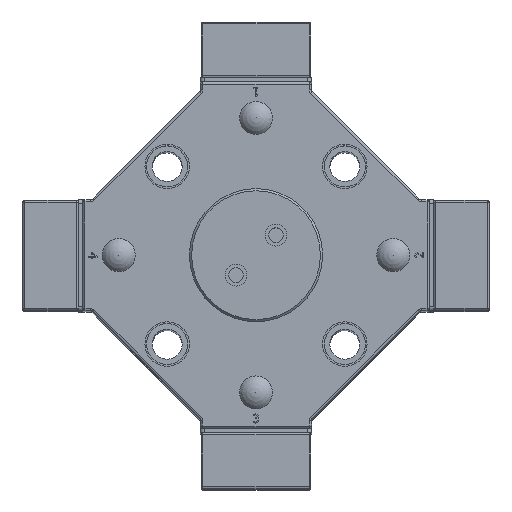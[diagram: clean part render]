
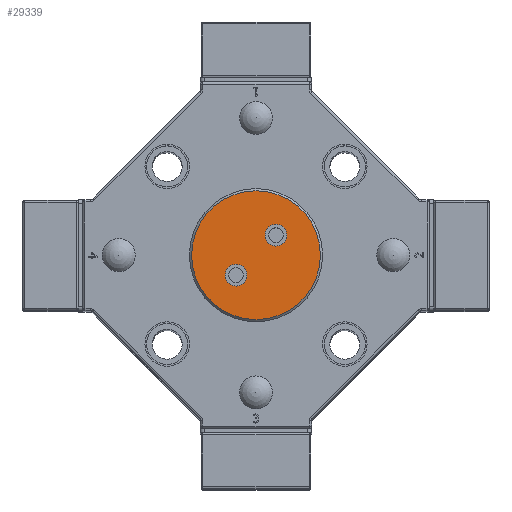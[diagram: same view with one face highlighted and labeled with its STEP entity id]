
A CAD part, top view. The second image highlights one B-rep face of the part: STEP entity #29339.
In plain terms, the highlighted planar face has unit normal (0, 0, 1).
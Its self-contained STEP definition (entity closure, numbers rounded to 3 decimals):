
#20902=CARTESIAN_POINT('',(-4.1,-9.,210.0));
#20903=VERTEX_POINT('',#20902);
#20904=CARTESIAN_POINT('',(-9.,-9.,210.0));
#20905=DIRECTION('',(0.0,0.0,-1.0));
#20906=DIRECTION('',(1.0,0.0,0.0));
#20907=AXIS2_PLACEMENT_3D('',#20904,#20905,#20906);
#20908=CIRCLE('',#20907,4.9);
#20909=EDGE_CURVE('',#20903,#20903,#20908,.T.);
#20959=CARTESIAN_POINT('',(13.9,9.,210.0));
#20960=VERTEX_POINT('',#20959);
#20961=CARTESIAN_POINT('',(9.,9.,210.0));
#20962=DIRECTION('',(0.0,0.0,-1.0));
#20963=DIRECTION('',(1.0,0.0,0.0));
#20964=AXIS2_PLACEMENT_3D('',#20961,#20962,#20963);
#20965=CIRCLE('',#20964,4.9);
#20966=EDGE_CURVE('',#20960,#20960,#20965,.T.);
#21019=CARTESIAN_POINT('',(0.,28.99,210.0));
#21020=VERTEX_POINT('',#21019);
#21021=CARTESIAN_POINT('',(0.,0.,210.0));
#21022=DIRECTION('',(0.0,0.0,1.0));
#21023=DIRECTION('',(0.0,1.0,0.0));
#21024=AXIS2_PLACEMENT_3D('',#21021,#21022,#21023);
#21025=CIRCLE('',#21024,28.99);
#21026=EDGE_CURVE('',#21020,#21020,#21025,.T.);
#29325=CARTESIAN_POINT('',(0.,0.,210.0));
#29326=DIRECTION('',(0.0,0.0,1.0));
#29327=DIRECTION('',(1.0,0.0,0.0));
#29328=AXIS2_PLACEMENT_3D('',#29325,#29326,#29327);
#29329=PLANE('',#29328);
#29330=ORIENTED_EDGE('',*,*,#21026,.T.);
#29331=EDGE_LOOP('',(#29330));
#29332=FACE_OUTER_BOUND('',#29331,.T.);
#29333=ORIENTED_EDGE('',*,*,#20909,.T.);
#29334=EDGE_LOOP('',(#29333));
#29335=FACE_BOUND('',#29334,.T.);
#29336=ORIENTED_EDGE('',*,*,#20966,.T.);
#29337=EDGE_LOOP('',(#29336));
#29338=FACE_BOUND('',#29337,.T.);
#29339=ADVANCED_FACE('',(#29332,#29335,#29338),#29329,.T.);
